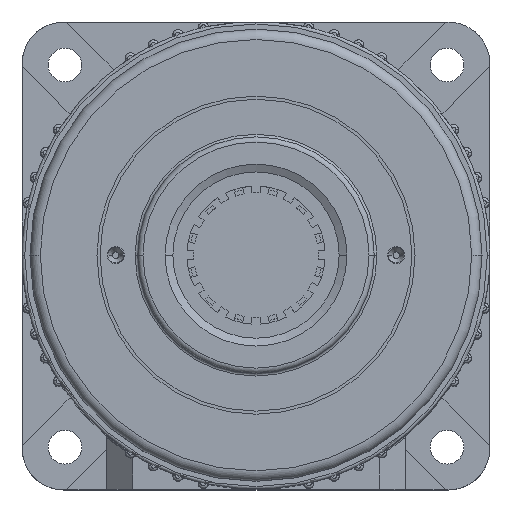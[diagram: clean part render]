
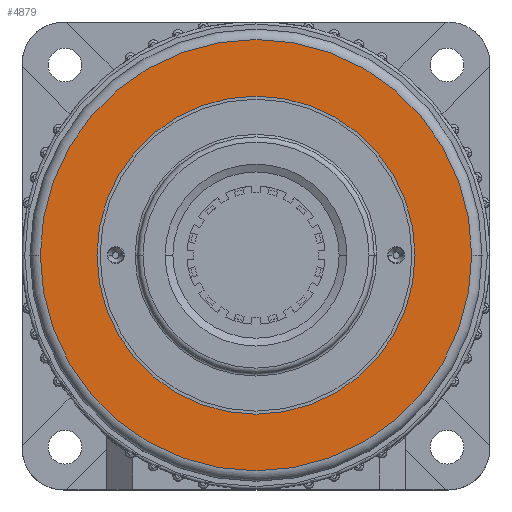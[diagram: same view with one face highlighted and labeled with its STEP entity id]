
A CAD part, top view. The second image highlights one B-rep face of the part: STEP entity #4879.
In plain terms, the highlighted planar face has unit normal (0, 0, 1).
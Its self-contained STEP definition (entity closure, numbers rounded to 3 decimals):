
#30 = EDGE_CURVE ( 'NONE', #8002, #14652, #4355, .T. ) ;
#301 = ORIENTED_EDGE ( 'NONE', *, *, #7470, .T. ) ;
#1142 = CIRCLE ( 'NONE', #10074, 41.5 ) ;
#1154 = CARTESIAN_POINT ( 'NONE',  ( 0., 0., 97. ) ) ;
#1169 = CARTESIAN_POINT ( 'NONE',  ( 30.6, 0., 97. ) ) ;
#1182 = CARTESIAN_POINT ( 'NONE',  ( 0., 0., 97. ) ) ;
#1373 = CIRCLE ( 'NONE', #11531, 41.5 ) ;
#1734 = DIRECTION ( 'NONE',  ( 0., 0., 1. ) ) ;
#1969 = EDGE_LOOP ( 'NONE', ( #301, #10201 ) ) ;
#2343 = DIRECTION ( 'NONE',  ( 1., 0., 0. ) ) ;
#2373 = DIRECTION ( 'NONE',  ( 1., 0., 0. ) ) ;
#2817 = ORIENTED_EDGE ( 'NONE', *, *, #4481, .F. ) ;
#3264 = PLANE ( 'NONE',  #13272 ) ;
#3596 = CARTESIAN_POINT ( 'NONE',  ( 0., 0., 97. ) ) ;
#4303 = VERTEX_POINT ( 'NONE', #6830 ) ;
#4355 = CIRCLE ( 'NONE', #6099, 30.6 ) ;
#4481 = EDGE_CURVE ( 'NONE', #14652, #8002, #15017, .T. ) ;
#4798 = DIRECTION ( 'NONE',  ( 1., 0., 0. ) ) ;
#4879 = ADVANCED_FACE ( 'NONE', ( #9718, #6516 ), #3264, .T. ) ;
#5055 = CARTESIAN_POINT ( 'NONE',  ( 41.5, 0., 97. ) ) ;
#6099 = AXIS2_PLACEMENT_3D ( 'NONE', #1154, #9578, #2343 ) ;
#6110 = CARTESIAN_POINT ( 'NONE',  ( -30.6, 0., 97. ) ) ;
#6516 = FACE_BOUND ( 'NONE', #15485, .T. ) ;
#6830 = CARTESIAN_POINT ( 'NONE',  ( -41.5, 0., 97. ) ) ;
#7470 = EDGE_CURVE ( 'NONE', #14512, #4303, #1373, .T. ) ;
#8002 = VERTEX_POINT ( 'NONE', #1169 ) ;
#8126 = DIRECTION ( 'NONE',  ( 1., 0., 0. ) ) ;
#8956 = CARTESIAN_POINT ( 'NONE',  ( 0., 0., 97. ) ) ;
#9578 = DIRECTION ( 'NONE',  ( 0., 0., 1. ) ) ;
#9622 = DIRECTION ( 'NONE',  ( 0., 0., 1. ) ) ;
#9718 = FACE_OUTER_BOUND ( 'NONE', #1969, .T. ) ;
#9953 = ORIENTED_EDGE ( 'NONE', *, *, #30, .F. ) ;
#10074 = AXIS2_PLACEMENT_3D ( 'NONE', #8956, #1734, #10197 ) ;
#10197 = DIRECTION ( 'NONE',  ( 1., 0., 0. ) ) ;
#10201 = ORIENTED_EDGE ( 'NONE', *, *, #12563, .T. ) ;
#11531 = AXIS2_PLACEMENT_3D ( 'NONE', #1182, #9622, #2373 ) ;
#12048 = DIRECTION ( 'NONE',  ( 0., 0., 1. ) ) ;
#12563 = EDGE_CURVE ( 'NONE', #4303, #14512, #1142, .T. ) ;
#12932 = CARTESIAN_POINT ( 'NONE',  ( 0., 0., 97. ) ) ;
#13064 = AXIS2_PLACEMENT_3D ( 'NONE', #3596, #12048, #4798 ) ;
#13272 = AXIS2_PLACEMENT_3D ( 'NONE', #12932, #15373, #8126 ) ;
#14512 = VERTEX_POINT ( 'NONE', #5055 ) ;
#14652 = VERTEX_POINT ( 'NONE', #6110 ) ;
#15017 = CIRCLE ( 'NONE', #13064, 30.6 ) ;
#15373 = DIRECTION ( 'NONE',  ( 0., 0., 1. ) ) ;
#15485 = EDGE_LOOP ( 'NONE', ( #9953, #2817 ) ) ;
